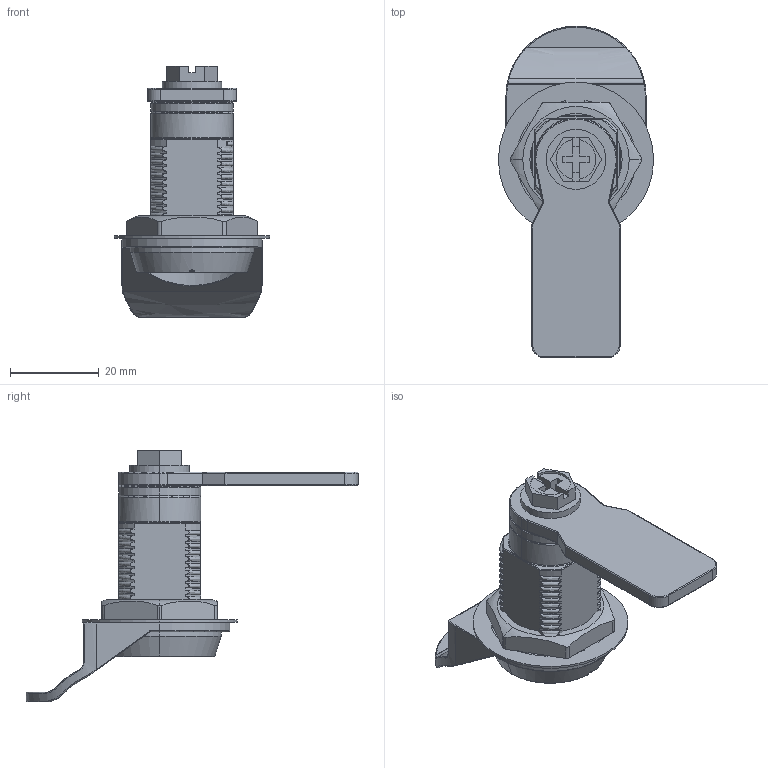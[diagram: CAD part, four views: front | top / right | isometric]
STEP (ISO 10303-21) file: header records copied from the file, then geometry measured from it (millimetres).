
FILE_DESCRIPTION (( 'STEP AP214' ), '1' );
FILE_NAME ('MS-816-1-6.STEP', '2015-09-02T03:05:14', ( '' ), ( '' ), 'SwSTEP 2.0', 'SolidWorks 2010', '' );
FILE_SCHEMA (( 'AUTOMOTIVE_DESIGN' ));
Length unit declared in the file: millimetre
Products named in the file (11): PT取手; S1b4500_Default; PTS; MS-816-1-6; 華司; 軸; 防水墊片; 防水發泡; M6螺絲; 六角螺母; ptk
Assembly tree (10 placements, depth 2):
  MS-816-1-6
    S1b4500_Default
    軸
    防水墊片
    ptk
    PTS
    PT取手
    M6螺絲
    防水發泡
    六角螺母
    華司
Bounding box: 35 x 74.88 x 56.8 mm (x, y, z)
Volume: 19305.6 mm3; surface area: 18169.5 mm2
Topology: 10 solids, 10 shells, 525 faces, 1325 edges, 819 vertices
Faces by surface type: cylinder 204, plane 133, bspline 108, torus 53, sphere 25, cone 2
Entity records: 23742 total; most frequent: CARTESIAN_POINT 11511, ORIENTED_EDGE 2630, DIRECTION 2105, EDGE_CURVE 1315, VERTEX_POINT 817, AXIS2_PLACEMENT_3D 769, LINE 567, VECTOR 567
